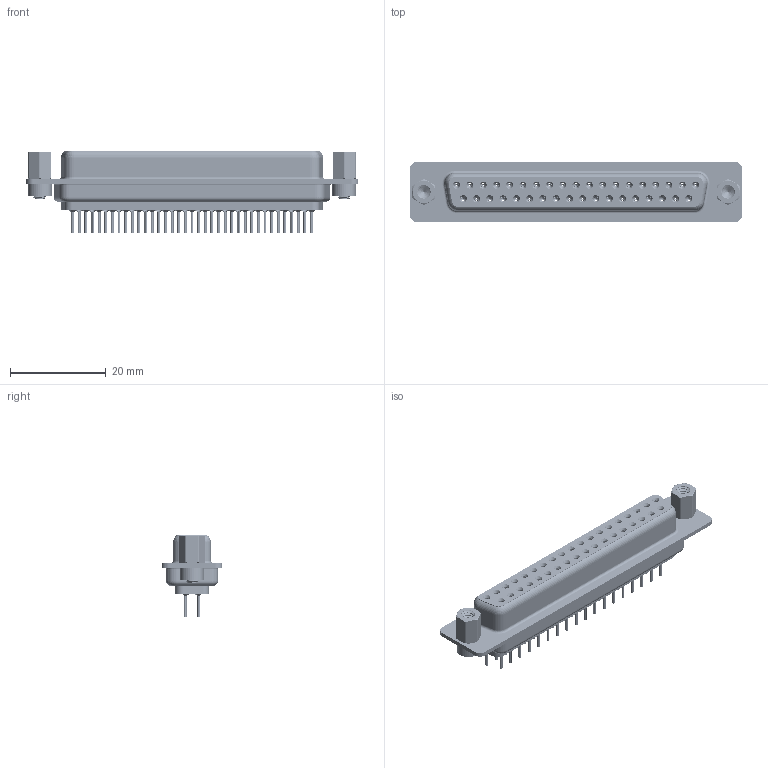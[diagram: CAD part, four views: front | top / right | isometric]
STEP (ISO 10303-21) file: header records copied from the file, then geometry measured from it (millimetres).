
FILE_DESCRIPTION (( 'STEP AP203' ), '1' );
FILE_NAME ('628-037-620-263.STEP', '2020-07-14T20:30:55', ( '' ), ( '' ), 'SwSTEP 2.0', 'SolidWorks 2020', '' );
FILE_SCHEMA (( 'CONFIG_CONTROL_DESIGN' ));
Length unit declared in the file: millimetre
Products named in the file (8): 628-037-620-263; 628 4-40 Threaded Rivet; 628 Shell Front_37 Contacts; 628 4-40 Hex Standoff; 628 Contact Row 1_20L; 628 Shell Rear_37 Contacts; 628 Contact Row 2_20L; 628 Housing_37 LP
Assembly tree (44 placements, depth 2):
  628-037-620-263
    628 Housing_37 LP
    628 Shell Front_37 Contacts
    628 Shell Rear_37 Contacts
    628 Contact Row 1_20L  x19
    628 Contact Row 2_20L  x18
    628 4-40 Threaded Rivet  x2
    628 4-40 Hex Standoff  x2
Bounding box: 69.3 x 12.6 x 17.3 mm (x, y, z)
Volume: 5586.6 mm3; surface area: 13417.5 mm2
Topology: 44 solids, 44 shells, 5100 faces, 13011 edges, 8084 vertices
Faces by surface type: cylinder 1428, plane 1236, torus 1019, bspline 758, cone 659
Entity records: 37411 total; most frequent: CARTESIAN_POINT 11857, DIRECTION 5231, ORIENTED_EDGE 4778, EDGE_CURVE 2389, AXIS2_PLACEMENT_3D 2196, VERTEX_POINT 1513, EDGE_LOOP 1222, CIRCLE 1186
